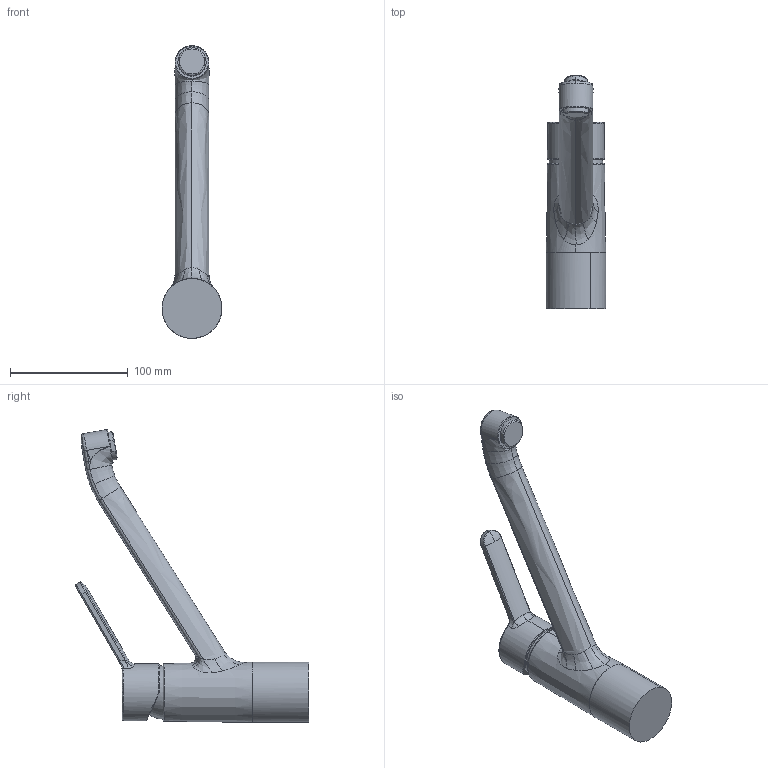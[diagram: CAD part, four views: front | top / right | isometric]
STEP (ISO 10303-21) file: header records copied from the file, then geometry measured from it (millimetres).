
FILE_DESCRIPTION (( 'STEP AP203' ), '1' );
FILE_NAME ('49482203.STEP', '2018-07-30T07:38:04', ( '' ), ( '' ), 'SwSTEP 2.0', 'SolidWorks 2016', '' );
FILE_SCHEMA (( 'CONFIG_CONTROL_DESIGN' ));
Length unit declared in the file: millimetre
Products named in the file (1): 49482203
Bounding box: 50.99 x 198.49 x 248.97 mm (x, y, z)
Volume: 440613.8 mm3; surface area: 52254.2 mm2
Topology: 1 solids, 1 shells, 119 faces, 294 edges, 168 vertices
Faces by surface type: bspline 79, cylinder 17, plane 15, cone 6, torus 2
Entity records: 8191 total; most frequent: CARTESIAN_POINT 5987, ORIENTED_EDGE 564, EDGE_CURVE 282, DIRECTION 224, B_SPLINE_CURVE_WITH_KNOTS 181, VERTEX_POINT 168, EDGE_LOOP 122, ADVANCED_FACE 119
